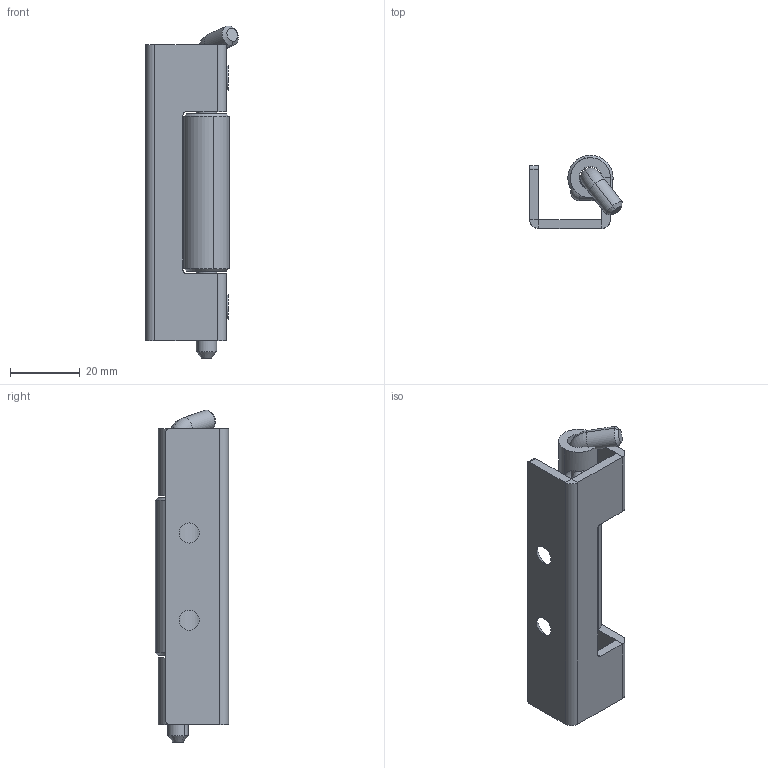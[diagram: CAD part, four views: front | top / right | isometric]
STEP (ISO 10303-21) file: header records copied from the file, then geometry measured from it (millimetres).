
FILE_DESCRIPTION (( 'STEP AP203' ), '1' );
FILE_NAME ('MG39.2.1.V2.2.CINKO.STEP', '2022-07-29T07:52:30', ( '' ), ( '' ), 'SwSTEP 2.0', 'SolidWorks 2021', '' );
FILE_SCHEMA (( 'CONFIG_CONTROL_DESIGN' ));
Length unit declared in the file: millimetre
Products named in the file (1): MG39.2.1.V2.2.CINKO
Bounding box: 26.58 x 20.99 x 95.33 mm (x, y, z)
Surface area: 12820.1 mm2 (no closed solid volume)
Topology: 0 solids, 9 shells, 97 faces, 317 edges, 216 vertices
Faces by surface type: plane 39, cylinder 38, cone 12, sphere 4, torus 2, bspline 2
Entity records: 4008 total; most frequent: CARTESIAN_POINT 1175, DIRECTION 609, ORIENTED_EDGE 516, EDGE_CURVE 309, AXIS2_PLACEMENT_3D 236, VERTEX_POINT 212, CIRCLE 140, LINE 137
